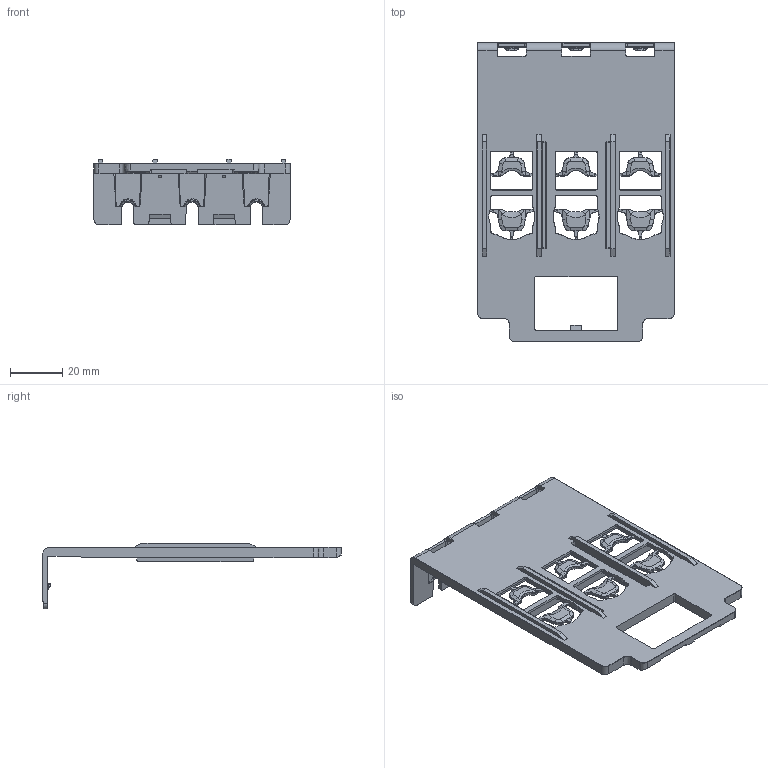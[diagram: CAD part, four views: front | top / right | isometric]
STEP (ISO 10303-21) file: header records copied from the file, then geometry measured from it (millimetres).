
FILE_DESCRIPTION(/* description */ (''),/* implementation_level */ '2;1');
FILE_NAME(/* name */ 'FILE_STP_CAD_DRAWING_3d_BFX834_prt.stp',/* time_stamp */ '2021-11-05T15:51:57+01:00',/* author */ (''),/* organization */ (''),/* preprocessor_version */ 'ST-DEVELOPER v16.7',/* originating_system */ 'SIEMENS PLM Software NX 12.0',/* authorisation */ '');
FILE_SCHEMA (('AUTOMOTIVE_DESIGN { 1 0 10303 214 3 1 1 1 }'));
Length unit declared in the file: millimetre
Products named in the file (1): 3d_BFX834
Bounding box: 75 x 113.99 x 25.1 mm (x, y, z)
Surface area: 22140.5 mm2 (no closed solid volume)
Topology: 0 solids, 1 shells, 979 faces, 2673 edges, 1675 vertices
Faces by surface type: plane 539, cone 286, cylinder 105, bspline 41, torus 8
Entity records: 31623 total; most frequent: CARTESIAN_POINT 6751, ORIENTED_EDGE 5331, DIRECTION 5086, EDGE_CURVE 2673, LINE 1790, VECTOR 1790, VERTEX_POINT 1674, AXIS2_PLACEMENT_3D 1648
